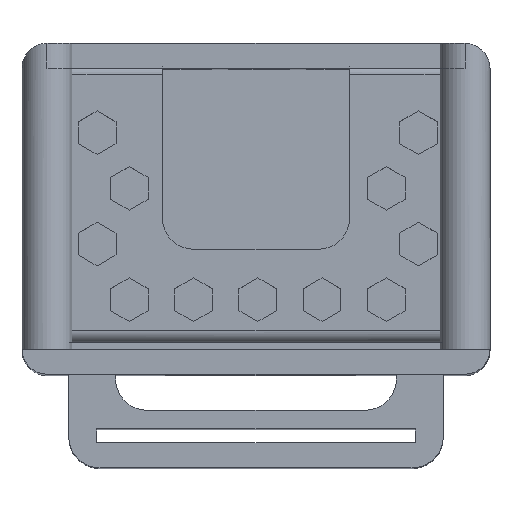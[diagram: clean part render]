
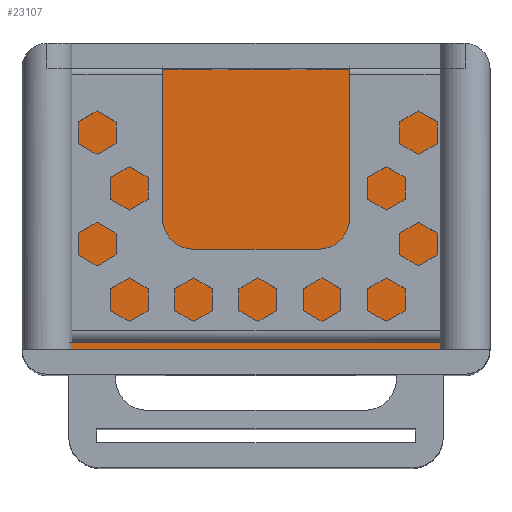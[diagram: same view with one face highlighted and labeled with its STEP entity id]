
A CAD part, top view. The second image highlights one B-rep face of the part: STEP entity #23107.
In plain terms, the highlighted planar face has unit normal (0, 0, 1).
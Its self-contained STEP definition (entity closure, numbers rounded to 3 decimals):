
#560=CIRCLE('',#24250,2.);
#561=CIRCLE('',#24251,2.);
#562=CIRCLE('',#24252,2.);
#563=CIRCLE('',#24253,2.);
#1221=FACE_OUTER_BOUND('',#2336,.T.);
#2336=EDGE_LOOP('',(#17281,#17282,#17283,#17284,#17285,#17286,#17287,#17288,
#17289,#17290,#17291,#17292,#17293,#17294,#17295,#17296,#17297,#17298,#17299,
#17300,#17301,#17302,#17303,#17304,#17305,#17306,#17307,#17308,#17309,#17310));
#3189=LINE('',#30234,#6305);
#3624=LINE('',#31104,#6740);
#4059=LINE('',#31974,#7175);
#4481=LINE('',#32817,#7597);
#4482=LINE('',#32820,#7598);
#4491=LINE('',#32837,#7607);
#4936=LINE('',#33727,#8052);
#4937=LINE('',#33730,#8053);
#4946=LINE('',#33747,#8062);
#4954=LINE('',#33763,#8070);
#4955=LINE('',#33766,#8071);
#4956=LINE('',#33767,#8072);
#4957=LINE('',#33768,#8073);
#4958=LINE('',#33770,#8074);
#4959=LINE('',#33774,#8075);
#4960=LINE('',#33776,#8076);
#4961=LINE('',#33778,#8077);
#4962=LINE('',#33780,#8078);
#4963=LINE('',#33782,#8079);
#4964=LINE('',#33784,#8080);
#4965=LINE('',#33786,#8081);
#4966=LINE('',#33788,#8082);
#4967=LINE('',#33790,#8083);
#4968=LINE('',#33794,#8084);
#4969=LINE('',#33797,#8085);
#4970=LINE('',#33798,#8086);
#6305=VECTOR('',#24831,10.);
#6740=VECTOR('',#25556,10.);
#7175=VECTOR('',#26281,10.);
#7597=VECTOR('',#26981,10.);
#7598=VECTOR('',#26984,10.);
#7607=VECTOR('',#26997,10.);
#8052=VECTOR('',#27738,10.);
#8053=VECTOR('',#27741,10.);
#8062=VECTOR('',#27754,10.);
#8070=VECTOR('',#27770,10.);
#8071=VECTOR('',#27773,10.);
#8072=VECTOR('',#27774,10.);
#8073=VECTOR('',#27775,10.);
#8074=VECTOR('',#27776,10.);
#8075=VECTOR('',#27779,10.);
#8076=VECTOR('',#27780,10.);
#8077=VECTOR('',#27781,10.);
#8078=VECTOR('',#27782,10.);
#8079=VECTOR('',#27783,10.);
#8080=VECTOR('',#27784,10.);
#8081=VECTOR('',#27785,10.);
#8082=VECTOR('',#27786,10.);
#8083=VECTOR('',#27787,10.);
#8084=VECTOR('',#27790,10.);
#8085=VECTOR('',#27793,10.);
#8086=VECTOR('',#27794,10.);
#9415=VERTEX_POINT('',#30232);
#9416=VERTEX_POINT('',#30233);
#9705=VERTEX_POINT('',#31102);
#9706=VERTEX_POINT('',#31103);
#9995=VERTEX_POINT('',#31972);
#9996=VERTEX_POINT('',#31973);
#10274=VERTEX_POINT('',#32807);
#10278=VERTEX_POINT('',#32815);
#10279=VERTEX_POINT('',#32819);
#10285=VERTEX_POINT('',#32835);
#10578=VERTEX_POINT('',#33717);
#10582=VERTEX_POINT('',#33725);
#10583=VERTEX_POINT('',#33729);
#10589=VERTEX_POINT('',#33745);
#10593=VERTEX_POINT('',#33762);
#10594=VERTEX_POINT('',#33764);
#10595=VERTEX_POINT('',#33769);
#10596=VERTEX_POINT('',#33771);
#10597=VERTEX_POINT('',#33773);
#10598=VERTEX_POINT('',#33775);
#10599=VERTEX_POINT('',#33777);
#10600=VERTEX_POINT('',#33779);
#10601=VERTEX_POINT('',#33781);
#10602=VERTEX_POINT('',#33783);
#10603=VERTEX_POINT('',#33785);
#10604=VERTEX_POINT('',#33787);
#10605=VERTEX_POINT('',#33789);
#10606=VERTEX_POINT('',#33791);
#10607=VERTEX_POINT('',#33793);
#10608=VERTEX_POINT('',#33795);
#11605=EDGE_CURVE('',#9415,#9416,#3189,.T.);
#12040=EDGE_CURVE('',#9705,#9706,#3624,.T.);
#12475=EDGE_CURVE('',#9995,#9996,#4059,.T.);
#12897=EDGE_CURVE('',#10274,#10278,#4481,.T.);
#12898=EDGE_CURVE('',#10278,#10279,#4482,.T.);
#12907=EDGE_CURVE('',#10279,#10285,#4491,.T.);
#13352=EDGE_CURVE('',#10578,#10582,#4936,.T.);
#13353=EDGE_CURVE('',#10582,#10583,#4937,.T.);
#13362=EDGE_CURVE('',#10583,#10589,#4946,.T.);
#13370=EDGE_CURVE('',#10285,#10593,#4954,.T.);
#13371=EDGE_CURVE('',#10593,#10594,#560,.T.);
#13372=EDGE_CURVE('',#10594,#9415,#4955,.T.);
#13373=EDGE_CURVE('',#9416,#9705,#4956,.T.);
#13374=EDGE_CURVE('',#9706,#9995,#4957,.T.);
#13375=EDGE_CURVE('',#9996,#10595,#4958,.T.);
#13376=EDGE_CURVE('',#10595,#10596,#561,.T.);
#13377=EDGE_CURVE('',#10596,#10597,#4959,.T.);
#13378=EDGE_CURVE('',#10597,#10598,#4960,.T.);
#13379=EDGE_CURVE('',#10598,#10599,#4961,.T.);
#13380=EDGE_CURVE('',#10599,#10600,#4962,.T.);
#13381=EDGE_CURVE('',#10600,#10601,#4963,.T.);
#13382=EDGE_CURVE('',#10601,#10602,#4964,.T.);
#13383=EDGE_CURVE('',#10602,#10603,#4965,.T.);
#13384=EDGE_CURVE('',#10603,#10604,#4966,.T.);
#13385=EDGE_CURVE('',#10604,#10605,#4967,.T.);
#13386=EDGE_CURVE('',#10605,#10606,#562,.T.);
#13387=EDGE_CURVE('',#10606,#10607,#4968,.T.);
#13388=EDGE_CURVE('',#10607,#10608,#563,.T.);
#13389=EDGE_CURVE('',#10608,#10578,#4969,.T.);
#13390=EDGE_CURVE('',#10589,#10274,#4970,.T.);
#17281=ORIENTED_EDGE('',*,*,#12897,.T.);
#17282=ORIENTED_EDGE('',*,*,#12898,.T.);
#17283=ORIENTED_EDGE('',*,*,#12907,.T.);
#17284=ORIENTED_EDGE('',*,*,#13370,.T.);
#17285=ORIENTED_EDGE('',*,*,#13371,.T.);
#17286=ORIENTED_EDGE('',*,*,#13372,.T.);
#17287=ORIENTED_EDGE('',*,*,#11605,.T.);
#17288=ORIENTED_EDGE('',*,*,#13373,.T.);
#17289=ORIENTED_EDGE('',*,*,#12040,.T.);
#17290=ORIENTED_EDGE('',*,*,#13374,.T.);
#17291=ORIENTED_EDGE('',*,*,#12475,.T.);
#17292=ORIENTED_EDGE('',*,*,#13375,.T.);
#17293=ORIENTED_EDGE('',*,*,#13376,.T.);
#17294=ORIENTED_EDGE('',*,*,#13377,.T.);
#17295=ORIENTED_EDGE('',*,*,#13378,.T.);
#17296=ORIENTED_EDGE('',*,*,#13379,.T.);
#17297=ORIENTED_EDGE('',*,*,#13380,.T.);
#17298=ORIENTED_EDGE('',*,*,#13381,.T.);
#17299=ORIENTED_EDGE('',*,*,#13382,.T.);
#17300=ORIENTED_EDGE('',*,*,#13383,.T.);
#17301=ORIENTED_EDGE('',*,*,#13384,.T.);
#17302=ORIENTED_EDGE('',*,*,#13385,.T.);
#17303=ORIENTED_EDGE('',*,*,#13386,.T.);
#17304=ORIENTED_EDGE('',*,*,#13387,.T.);
#17305=ORIENTED_EDGE('',*,*,#13388,.T.);
#17306=ORIENTED_EDGE('',*,*,#13389,.T.);
#17307=ORIENTED_EDGE('',*,*,#13352,.T.);
#17308=ORIENTED_EDGE('',*,*,#13353,.T.);
#17309=ORIENTED_EDGE('',*,*,#13362,.T.);
#17310=ORIENTED_EDGE('',*,*,#13390,.T.);
#22092=PLANE('',#24249);
#23107=ADVANCED_FACE('',(#1221),#22092,.F.);
#24249=AXIS2_PLACEMENT_3D('',#33761,#27768,#27769);
#24250=AXIS2_PLACEMENT_3D('',#33765,#27771,#27772);
#24251=AXIS2_PLACEMENT_3D('',#33772,#27777,#27778);
#24252=AXIS2_PLACEMENT_3D('',#33792,#27788,#27789);
#24253=AXIS2_PLACEMENT_3D('',#33796,#27791,#27792);
#24831=DIRECTION('',(-1.,0.,0.));
#25556=DIRECTION('',(-1.,0.,0.));
#26281=DIRECTION('',(-1.,0.,0.));
#26981=DIRECTION('',(-1.,0.,0.));
#26984=DIRECTION('',(0.,1.,0.));
#26997=DIRECTION('',(1.,0.,0.));
#27738=DIRECTION('',(-1.,0.,0.));
#27741=DIRECTION('',(0.,1.,0.));
#27754=DIRECTION('',(1.,0.,0.));
#27768=DIRECTION('center_axis',(0.,0.,-1.));
#27769=DIRECTION('ref_axis',(1.,0.,0.));
#27770=DIRECTION('',(0.,1.,0.));
#27771=DIRECTION('center_axis',(0.,0.,1.));
#27772=DIRECTION('ref_axis',(0.707,0.707,0.));
#27773=DIRECTION('',(-1.,0.,0.));
#27774=DIRECTION('',(-1.,0.,0.));
#27775=DIRECTION('',(-1.,0.,0.));
#27776=DIRECTION('',(-1.,0.,0.));
#27777=DIRECTION('center_axis',(0.,0.,1.));
#27778=DIRECTION('ref_axis',(-0.707,0.707,0.));
#27779=DIRECTION('',(0.,-1.,0.));
#27780=DIRECTION('',(1.,0.,0.));
#27781=DIRECTION('',(0.,-1.,0.));
#27782=DIRECTION('',(-1.,0.,0.));
#27783=DIRECTION('',(0.,-1.,0.));
#27784=DIRECTION('',(1.,0.,0.));
#27785=DIRECTION('',(0.,-1.,0.));
#27786=DIRECTION('',(-1.,0.,0.));
#27787=DIRECTION('',(0.,-1.,0.));
#27788=DIRECTION('center_axis',(0.,0.,1.));
#27789=DIRECTION('ref_axis',(-0.707,-0.707,0.));
#27790=DIRECTION('',(1.,0.,0.));
#27791=DIRECTION('center_axis',(0.,0.,1.));
#27792=DIRECTION('ref_axis',(0.707,-0.707,0.));
#27793=DIRECTION('',(0.,1.,0.));
#27794=DIRECTION('',(0.,1.,0.));
#30232=CARTESIAN_POINT('',(66.542,49.,8.));
#30233=CARTESIAN_POINT('',(59.544,49.,8.));
#30234=CARTESIAN_POINT('',(71.,49.,8.));
#31102=CARTESIAN_POINT('',(41.502,49.,8.));
#31103=CARTESIAN_POINT('',(34.505,49.,8.));
#31104=CARTESIAN_POINT('',(71.,49.,8.));
#31972=CARTESIAN_POINT('',(16.462,49.,8.));
#31973=CARTESIAN_POINT('',(9.464,49.,8.));
#31974=CARTESIAN_POINT('',(71.,49.,8.));
#32807=CARTESIAN_POINT('',(71.,27.963,8.));
#32815=CARTESIAN_POINT('',(65.,27.963,8.));
#32817=CARTESIAN_POINT('',(56.25,27.963,8.));
#32819=CARTESIAN_POINT('',(65.,36.243,8.));
#32820=CARTESIAN_POINT('',(65.,29.301,8.));
#32835=CARTESIAN_POINT('',(71.,36.243,8.));
#32837=CARTESIAN_POINT('',(56.25,36.243,8.));
#33717=CARTESIAN_POINT('',(71.,6.561,8.));
#33725=CARTESIAN_POINT('',(65.,6.561,8.));
#33727=CARTESIAN_POINT('',(56.25,6.561,8.));
#33729=CARTESIAN_POINT('',(65.,14.841,8.));
#33730=CARTESIAN_POINT('',(65.,18.6,8.));
#33745=CARTESIAN_POINT('',(71.,14.841,8.));
#33747=CARTESIAN_POINT('',(56.25,14.841,8.));
#33761=CARTESIAN_POINT('Origin',(37.5,26.5,8.));
#33762=CARTESIAN_POINT('',(71.,47.,8.));
#33763=CARTESIAN_POINT('',(71.,4.,8.));
#33764=CARTESIAN_POINT('',(69.,49.,8.));
#33765=CARTESIAN_POINT('Origin',(69.,47.,8.));
#33766=CARTESIAN_POINT('',(71.,49.,8.));
#33767=CARTESIAN_POINT('',(71.,49.,8.));
#33768=CARTESIAN_POINT('',(71.,49.,8.));
#33769=CARTESIAN_POINT('',(6.,49.,8.));
#33770=CARTESIAN_POINT('',(71.,49.,8.));
#33771=CARTESIAN_POINT('',(4.,47.,8.));
#33772=CARTESIAN_POINT('Origin',(6.,47.,8.));
#33773=CARTESIAN_POINT('',(4.,36.243,8.));
#33774=CARTESIAN_POINT('',(4.,49.,8.));
#33775=CARTESIAN_POINT('',(10.,36.243,8.));
#33776=CARTESIAN_POINT('',(18.75,36.243,8.));
#33777=CARTESIAN_POINT('',(10.,27.963,8.));
#33778=CARTESIAN_POINT('',(10.,29.301,8.));
#33779=CARTESIAN_POINT('',(4.,27.963,8.));
#33780=CARTESIAN_POINT('',(18.75,27.963,8.));
#33781=CARTESIAN_POINT('',(4.,14.841,8.));
#33782=CARTESIAN_POINT('',(4.,49.,8.));
#33783=CARTESIAN_POINT('',(10.,14.841,8.));
#33784=CARTESIAN_POINT('',(18.75,14.841,8.));
#33785=CARTESIAN_POINT('',(10.,6.561,8.));
#33786=CARTESIAN_POINT('',(10.,18.6,8.));
#33787=CARTESIAN_POINT('',(4.,6.561,8.));
#33788=CARTESIAN_POINT('',(18.75,6.561,8.));
#33789=CARTESIAN_POINT('',(4.,6.,8.));
#33790=CARTESIAN_POINT('',(4.,49.,8.));
#33791=CARTESIAN_POINT('',(6.,4.,8.));
#33792=CARTESIAN_POINT('Origin',(6.,6.,8.));
#33793=CARTESIAN_POINT('',(69.,4.,8.));
#33794=CARTESIAN_POINT('',(4.,4.,8.));
#33795=CARTESIAN_POINT('',(71.,6.,8.));
#33796=CARTESIAN_POINT('Origin',(69.,6.,8.));
#33797=CARTESIAN_POINT('',(71.,4.,8.));
#33798=CARTESIAN_POINT('',(71.,4.,8.));
